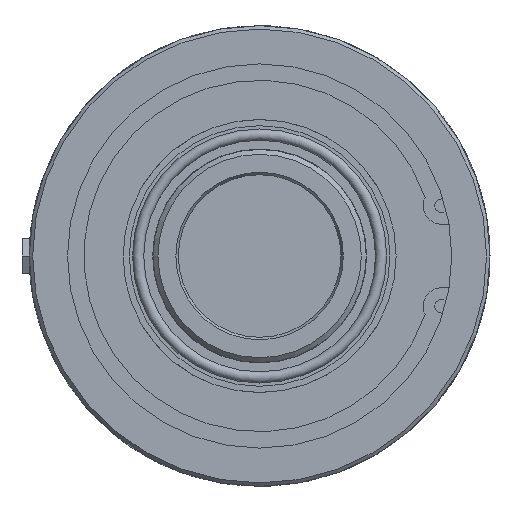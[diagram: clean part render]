
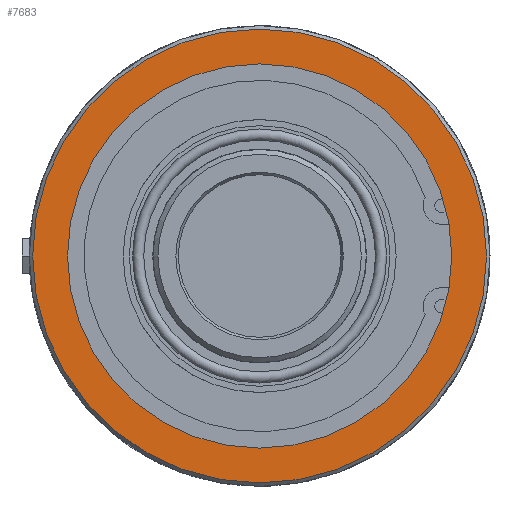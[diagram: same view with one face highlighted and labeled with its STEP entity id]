
A CAD part, left-side view. The second image highlights one B-rep face of the part: STEP entity #7683.
In plain terms, the highlighted planar face has unit normal (-1, 0, 0).
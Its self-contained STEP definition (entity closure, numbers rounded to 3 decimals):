
#122=FACE_BOUND('',#2635,.T.);
#1440=PLANE('',#8269);
#1734=CIRCLE('',#8267,53.2);
#1735=CIRCLE('',#8270,45.035);
#1736=CIRCLE('',#8271,45.035);
#2159=FACE_OUTER_BOUND('',#2634,.T.);
#2634=EDGE_LOOP('',(#6941));
#2635=EDGE_LOOP('',(#6942,#6943));
#3740=VERTEX_POINT('',#55588);
#3741=VERTEX_POINT('',#55593);
#3742=VERTEX_POINT('',#55594);
#4827=EDGE_CURVE('',#3740,#3740,#1734,.T.);
#4828=EDGE_CURVE('',#3741,#3742,#1735,.T.);
#4829=EDGE_CURVE('',#3742,#3741,#1736,.T.);
#6941=ORIENTED_EDGE('',*,*,#4827,.F.);
#6942=ORIENTED_EDGE('',*,*,#4828,.T.);
#6943=ORIENTED_EDGE('',*,*,#4829,.T.);
#7683=ADVANCED_FACE('',(#2159,#122),#1440,.F.);
#8267=AXIS2_PLACEMENT_3D('',#55590,#9745,#9746);
#8269=AXIS2_PLACEMENT_3D('',#55592,#9749,#9750);
#8270=AXIS2_PLACEMENT_3D('',#55595,#9751,#9752);
#8271=AXIS2_PLACEMENT_3D('',#55596,#9753,#9754);
#9745=DIRECTION('center_axis',(1.,0.,0.));
#9746=DIRECTION('ref_axis',(0.,-1.,0.));
#9749=DIRECTION('center_axis',(1.,0.,0.));
#9750=DIRECTION('ref_axis',(0.,0.,-1.));
#9751=DIRECTION('center_axis',(1.,0.,0.));
#9752=DIRECTION('ref_axis',(0.,1.,0.));
#9753=DIRECTION('center_axis',(1.,0.,0.));
#9754=DIRECTION('ref_axis',(0.,1.,0.));
#55588=CARTESIAN_POINT('',(2.,53.2,0.));
#55590=CARTESIAN_POINT('Origin',(2.,0.,0.));
#55592=CARTESIAN_POINT('Origin',(2.,27.,0.));
#55593=CARTESIAN_POINT('',(2.,45.035,0.));
#55594=CARTESIAN_POINT('',(2.,-45.035,0.));
#55595=CARTESIAN_POINT('Origin',(2.,0.,0.));
#55596=CARTESIAN_POINT('Origin',(2.,0.,0.));
